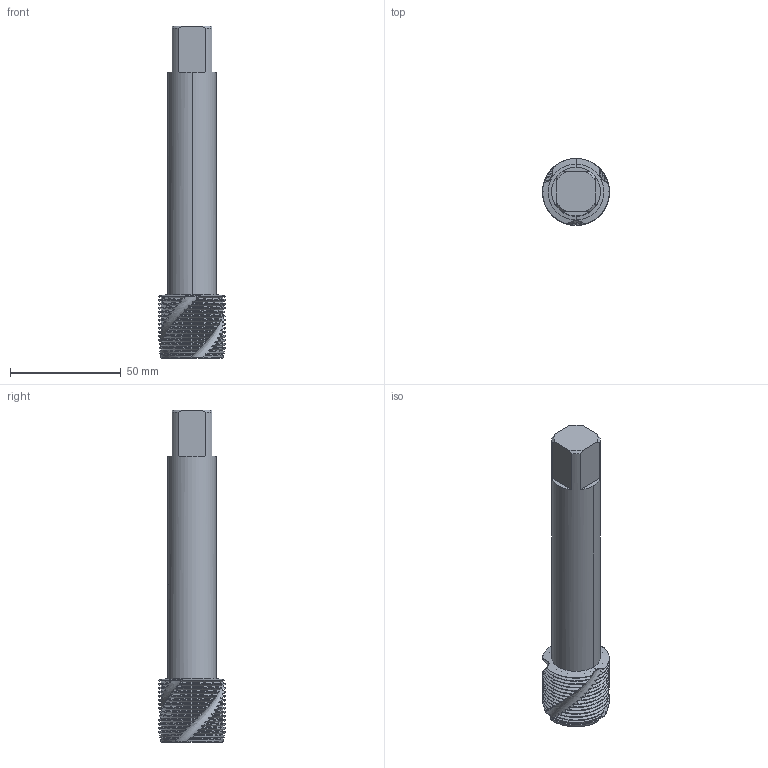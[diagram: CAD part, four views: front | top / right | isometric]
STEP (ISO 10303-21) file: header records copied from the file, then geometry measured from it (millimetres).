
FILE_DESCRIPTION(('no description'),'unknown implementation level');
FILE_NAME('solidnADfAsFFzmkyc7YlZeFod0Xmg2o_1.STP',' ',('CIM GmbH Aachen'),('CADClick - KiM GmbH - www.kimweb.de'),'unknown preprocess','ACIS','unknown authorization');
FILE_SCHEMA(('automotive_design'));
Length unit declared in the file: millimetre
Products named in the file (2): 1; 2
Bounding box: 30.2 x 30.2 x 150 mm (x, y, z)
Volume: 62917.3 mm3; surface area: 18617.8 mm2
Topology: 2 solids, 2 shells, 350 faces, 986 edges, 640 vertices
Faces by surface type: cone 173, cylinder 151, plane 17, bspline 6, revolution 3
Entity records: 28542 total; most frequent: CARTESIAN_POINT 9062, STYLED_ITEM 1978, PRESENTATION_STYLE_ASSIGNMENT 1978, COLOUR_RGB 1978, ORIENTED_EDGE 1972, DIRECTION 1627, EDGE_CURVE 986, CURVE_STYLE 986
